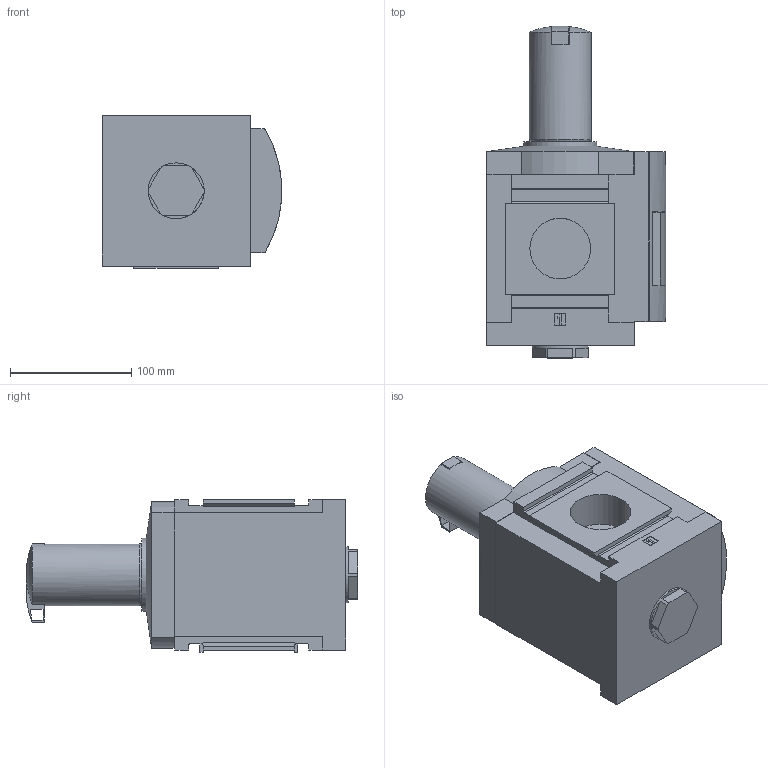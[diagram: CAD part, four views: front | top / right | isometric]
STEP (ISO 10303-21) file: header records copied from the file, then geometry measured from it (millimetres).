
FILE_DESCRIPTION(/* description */ ('STEP AP214'),/* implementation_level */ '2;1');
FILE_NAME(/* name */ '537148_MS12-LR-G-D7-LD-AS',/* time_stamp */ '2024-09-06T21:21:45+02:00',/* author */ ('License CC BY-ND 4.0'),/* organization */ ('CADENAS'),/* preprocessor_version */ 'ST-DEVELOPER v19.3',/* originating_system */ 'PARTsolutions',/* authorisation */ ' ');
FILE_SCHEMA (('AUTOMOTIVE_DESIGN {1 0 10303 214 3 1 1}'));
Length unit declared in the file: millimetre
Products named in the file (2): 537148 MS12-LR-G-D7-LD-AS; 535021 MS12-LR-G-D7-LD-ASt
Assembly tree (1 placements, depth 2):
  537148 MS12-LR-G-D7-LD-AS
    535021 MS12-LR-G-D7-LD-ASt
Bounding box: 148 x 273.5 x 126 mm (x, y, z)
Volume: 2691574.4 mm3; surface area: 162355.2 mm2
Topology: 1 solids, 1 shells, 174 faces, 468 edges, 306 vertices
Faces by surface type: plane 144, cylinder 26, sphere 3, torus 1
Full cylindrical faces by diameter (mm): 46 x1, 50 x2, 51 x1, 60 x1
Entity records: 6593 total; most frequent: CARTESIAN_POINT 937, ORIENTED_EDGE 916, DIRECTION 891, EDGE_CURVE 458, LINE 377, VECTOR 377, VERTEX_POINT 303, AXIS2_PLACEMENT_3D 257
